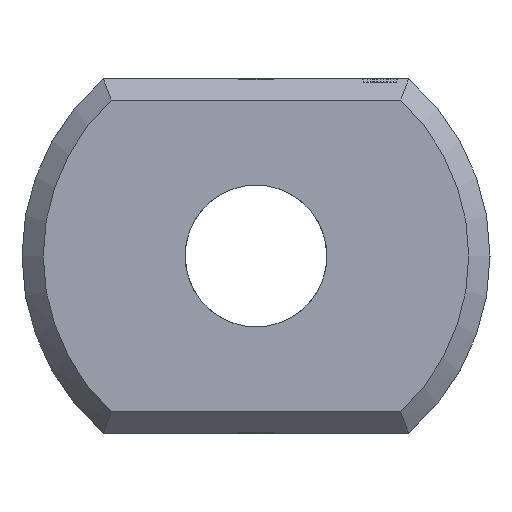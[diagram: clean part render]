
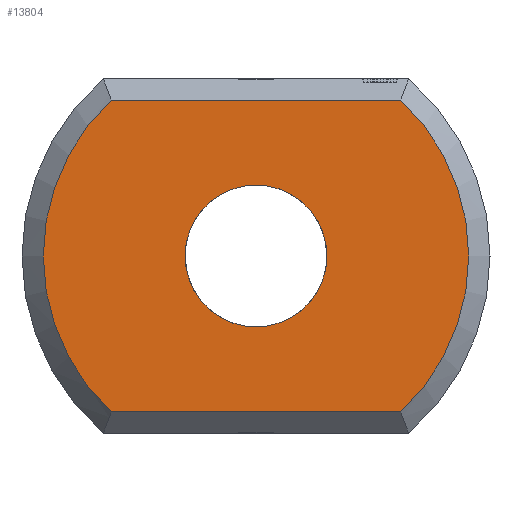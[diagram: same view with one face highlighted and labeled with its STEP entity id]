
A CAD part, left-side view. The second image highlights one B-rep face of the part: STEP entity #13804.
In plain terms, the highlighted planar face has unit normal (-1, 0, 0).
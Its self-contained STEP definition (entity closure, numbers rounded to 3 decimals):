
#3442 = VERTEX_POINT('',#3443);
#3443 = CARTESIAN_POINT('',(0.,-2.04,2.2));
#3452 = VERTEX_POINT('',#3453);
#3453 = CARTESIAN_POINT('',(0.,-2.04,-2.2));
#3460 = EDGE_CURVE('',#3442,#3452,#3461,.T.);
#3461 = CIRCLE('',#3462,3.);
#3462 = AXIS2_PLACEMENT_3D('',#3463,#3464,#3465);
#3463 = CARTESIAN_POINT('',(0.,0.,0.));
#3464 = DIRECTION('',(1.,0.,0.));
#3465 = DIRECTION('',(0.,-0.653,0.758)
  );
#3946 = VERTEX_POINT('',#3947);
#3947 = CARTESIAN_POINT('',(0.,2.04,2.2));
#3954 = EDGE_CURVE('',#3442,#3946,#3955,.T.);
#3955 = LINE('',#3956,#3957);
#3956 = CARTESIAN_POINT('',(0.,-2.154,2.2));
#3957 = VECTOR('',#3958,1.);
#3958 = DIRECTION('',(0.,1.,0.));
#13804 = ADVANCED_FACE('',(#13805,#13824),#13835,.F.);
#13805 = FACE_BOUND('',#13806,.F.);
#13806 = EDGE_LOOP('',(#13807,#13816,#13817,#13818));
#13807 = ORIENTED_EDGE('',*,*,#13808,.T.);
#13808 = EDGE_CURVE('',#13809,#3946,#13811,.T.);
#13809 = VERTEX_POINT('',#13810);
#13810 = CARTESIAN_POINT('',(0.,2.04,-2.2));
#13811 = CIRCLE('',#13812,3.);
#13812 = AXIS2_PLACEMENT_3D('',#13813,#13814,#13815);
#13813 = CARTESIAN_POINT('',(0.,0.,0.));
#13814 = DIRECTION('',(1.,0.,0.));
#13815 = DIRECTION('',(0.,0.653,-0.758)
  );
#13816 = ORIENTED_EDGE('',*,*,#3954,.F.);
#13817 = ORIENTED_EDGE('',*,*,#3460,.T.);
#13818 = ORIENTED_EDGE('',*,*,#13819,.T.);
#13819 = EDGE_CURVE('',#3452,#13809,#13820,.T.);
#13820 = LINE('',#13821,#13822);
#13821 = CARTESIAN_POINT('',(0.,-2.154,-2.2));
#13822 = VECTOR('',#13823,1.);
#13823 = DIRECTION('',(0.,1.,0.));
#13824 = FACE_BOUND('',#13825,.T.);
#13825 = EDGE_LOOP('',(#13826));
#13826 = ORIENTED_EDGE('',*,*,#13827,.T.);
#13827 = EDGE_CURVE('',#13828,#13828,#13830,.T.);
#13828 = VERTEX_POINT('',#13829);
#13829 = CARTESIAN_POINT('',(0.,1.,0.)
  );
#13830 = CIRCLE('',#13831,1.);
#13831 = AXIS2_PLACEMENT_3D('',#13832,#13833,#13834);
#13832 = CARTESIAN_POINT('',(0.,0.,0.));
#13833 = DIRECTION('',(1.,0.,0.));
#13834 = DIRECTION('',(0.,1.,0.));
#13835 = PLANE('',#13836);
#13836 = AXIS2_PLACEMENT_3D('',#13837,#13838,#13839);
#13837 = CARTESIAN_POINT('',(0.,0.,0.));
#13838 = DIRECTION('',(1.,0.,0.));
#13839 = DIRECTION('',(0.,0.,1.));
